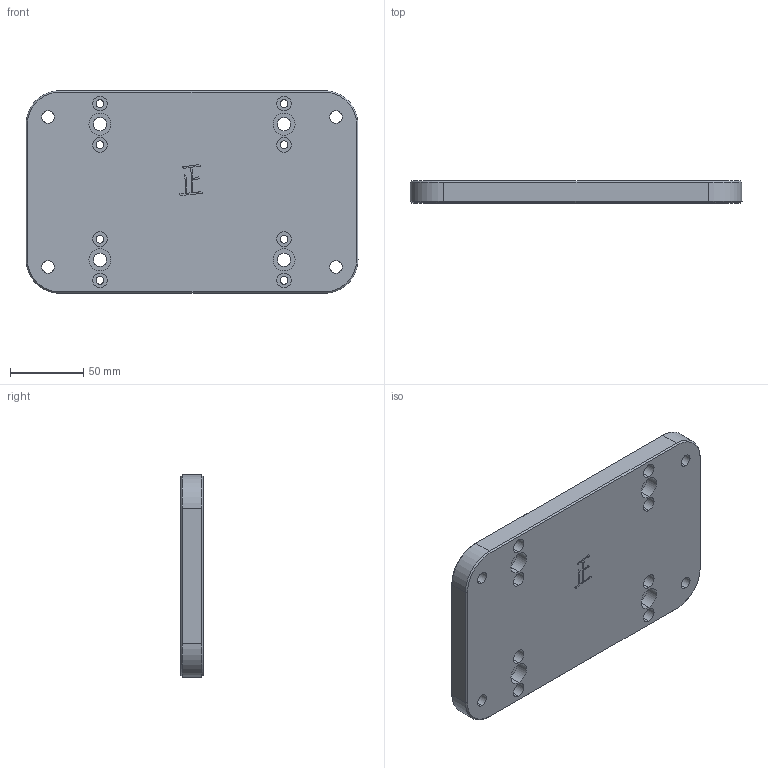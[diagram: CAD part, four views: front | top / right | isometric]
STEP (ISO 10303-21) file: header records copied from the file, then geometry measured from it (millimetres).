
FILE_DESCRIPTION (( 'STEP AP203' ), '1' );
FILE_NAME ('MS001-B.02.002JS.1.1 升降立柱顶板法兰.step', '2021-08-27T10:50:48', ( 'Windows User' ), ( 'P R C' ), 'SwSTEP 2.0', 'SolidWorks 2016', '' );
FILE_SCHEMA (( 'CONFIG_CONTROL_DESIGN' ));
Length unit declared in the file: millimetre
Products named in the file (1): MS001-B.02.002JS.1.1 升降立柱顶板法兰
Bounding box: 226 x 15 x 138 mm (x, y, z)
Volume: 440130.3 mm3; surface area: 76907.6 mm2
Topology: 1 solids, 1 shells, 155 faces, 392 edges, 256 vertices
Faces by surface type: cylinder 68, plane 64, bspline 15, cone 8
Entity records: 5347 total; most frequent: CARTESIAN_POINT 1439, DIRECTION 785, ORIENTED_EDGE 784, EDGE_CURVE 392, AXIS2_PLACEMENT_3D 285, VERTEX_POINT 256, VECTOR 215, LINE 215
